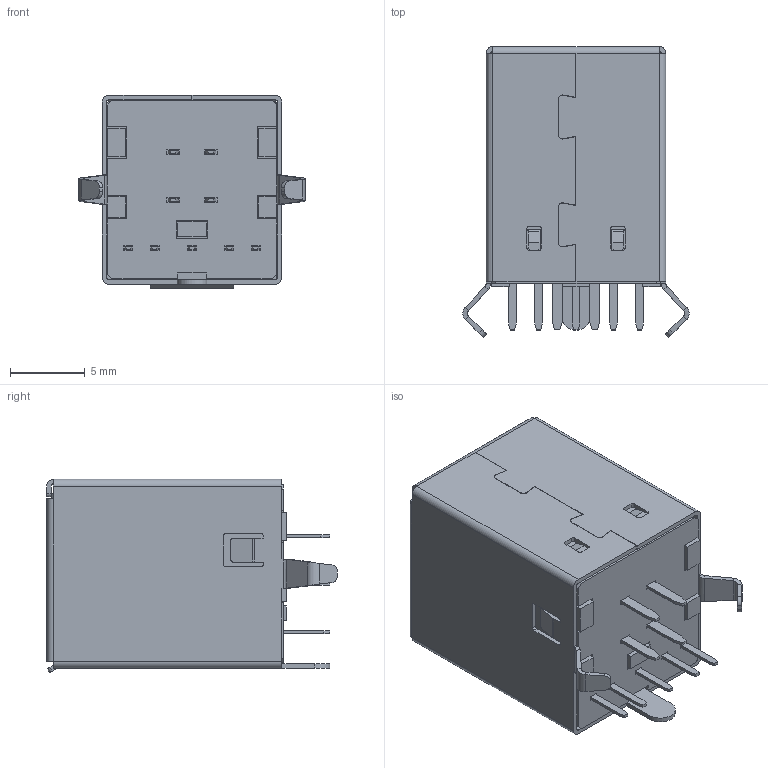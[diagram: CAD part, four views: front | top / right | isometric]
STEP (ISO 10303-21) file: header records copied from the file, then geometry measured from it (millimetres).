
FILE_DESCRIPTION (( 'STEP AP203' ), '1' );
FILE_NAME ('USB1090_revA.STEP', '2013-10-10T15:15:13', ( '' ), ( '' ), 'SwSTEP 2.0', 'SolidWorks 2010', '' );
FILE_SCHEMA (( 'CONFIG_CONTROL_DESIGN' ));
Length unit declared in the file: millimetre
Products named in the file (2): USB1090_revA; USB1090
Assembly tree (1 placements, depth 2):
  USB1090_revA
    USB1090
Bounding box: 15.1 x 19.4 x 12.9 mm (x, y, z)
Volume: 1650.8 mm3; surface area: 3229.2 mm2
Topology: 1 solids, 5 shells, 939 faces, 2581 edges, 1675 vertices
Faces by surface type: plane 777, cylinder 144, bspline 16, cone 2
Entity records: 30131 total; most frequent: CARTESIAN_POINT 5954, ORIENTED_EDGE 5162, DIRECTION 4662, EDGE_CURVE 2581, LINE 2258, VECTOR 2258, VERTEX_POINT 1675, AXIS2_PLACEMENT_3D 1202
